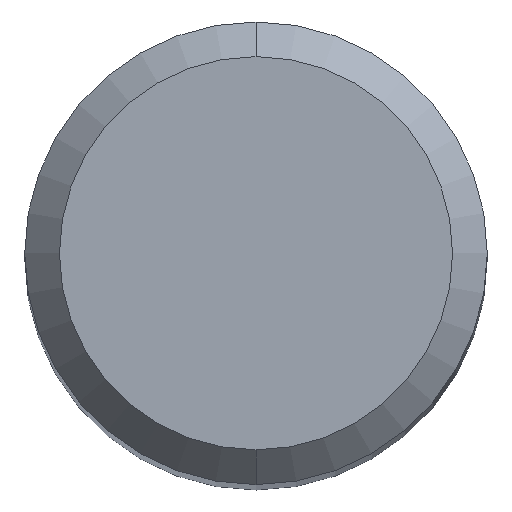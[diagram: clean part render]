
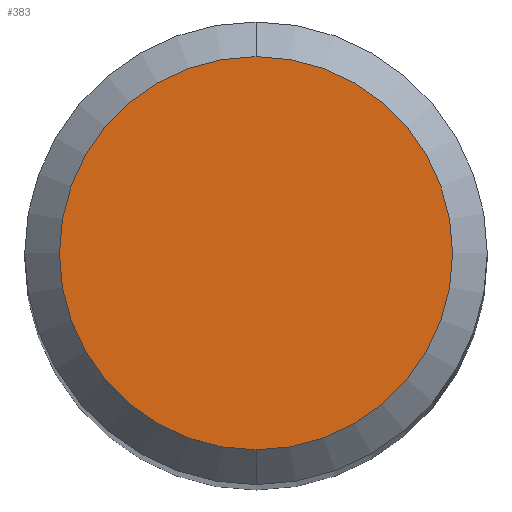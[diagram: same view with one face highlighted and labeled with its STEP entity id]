
A CAD part, top view. The second image highlights one B-rep face of the part: STEP entity #383.
In plain terms, the highlighted planar face has unit normal (0, 0, 1).
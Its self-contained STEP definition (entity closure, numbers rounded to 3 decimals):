
#383=ADVANCED_FACE('',(#1071),#1072,.T.);
#545=EDGE_CURVE('',#757,#929,#1249,.T.);
#757=VERTEX_POINT('',#1480);
#781=EDGE_CURVE('',#929,#757,#1508,.T.);
#929=VERTEX_POINT('',#1666);
#1071=FACE_OUTER_BOUND('',#1941,.T.);
#1072=PLANE('',#1942);
#1249=CIRCLE('',#2880,1.7);
#1480=CARTESIAN_POINT('',(0.,-1.7,0.0));
#1508=CIRCLE('',#4063,1.7);
#1666=CARTESIAN_POINT('',(0.0,1.7,0.0));
#1941=EDGE_LOOP('',(#5295,#5296));
#1942=AXIS2_PLACEMENT_3D('',#5297,#5298,#5299);
#2880=AXIS2_PLACEMENT_3D('',#5499,#5500,#5501);
#4063=AXIS2_PLACEMENT_3D('',#5797,#5798,#5799);
#5295=ORIENTED_EDGE('',*,*,#781,.F.);
#5296=ORIENTED_EDGE('',*,*,#545,.F.);
#5297=CARTESIAN_POINT('',(0.0,0.85,0.0));
#5298=DIRECTION('',(-0.0,0.0,1.0));
#5299=DIRECTION('',(0.0,-1.0,0.0));
#5499=CARTESIAN_POINT('',(0.0,0.0,0.0));
#5500=DIRECTION('',(0.0,0.0,-1.0));
#5501=DIRECTION('',(0.0,1.0,0.0));
#5797=CARTESIAN_POINT('',(0.0,0.0,0.0));
#5798=DIRECTION('',(0.0,0.0,-1.0));
#5799=DIRECTION('',(0.0,1.0,0.0));
